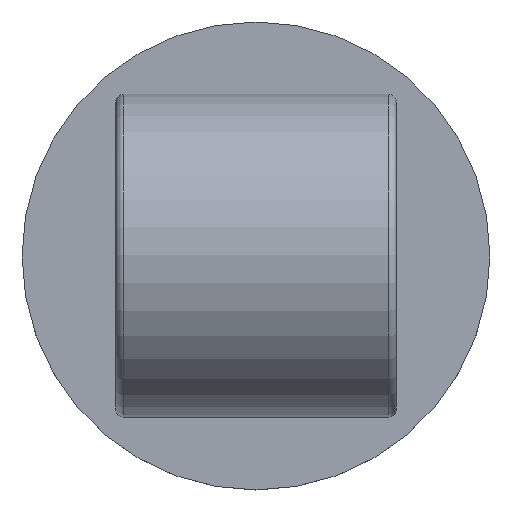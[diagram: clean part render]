
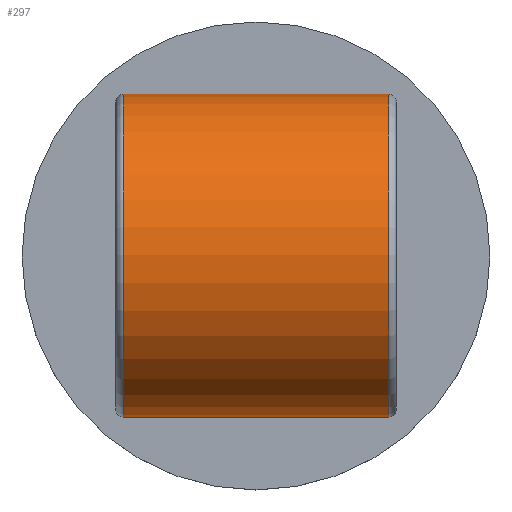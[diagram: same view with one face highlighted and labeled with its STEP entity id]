
A CAD part, top view. The second image highlights one B-rep face of the part: STEP entity #297.
In plain terms, the highlighted cylindrical face has radius 103.462 mm (diameter 206.923 mm), a full revolution.
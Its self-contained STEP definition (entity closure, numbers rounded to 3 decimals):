
#24=FACE_BOUND('',#98,.T.);
#29=B_SPLINE_CURVE_WITH_KNOTS('',3,(#485,#486,#487,#488,#489,#490,#491,
#492,#493,#494,#495,#496,#497,#498,#499,#500),.UNSPECIFIED.,.F.,.F.,(4,
2,2,2,2,2,2,4),(2.871,2.934,2.997,3.141,
3.286,3.58,3.875,4.464),
 .UNSPECIFIED.);
#30=B_SPLINE_CURVE_WITH_KNOTS('',3,(#504,#505,#506,#507,#508,#509,#510,
#511,#512,#513,#514,#515,#516,#517,#518,#519),.UNSPECIFIED.,.F.,.F.,(4,
2,2,2,2,2,2,4),(-1.593,-1.004,-0.709,-0.414,
-0.27,-0.126,-0.063,0.),
 .UNSPECIFIED.);
#31=B_SPLINE_CURVE_WITH_KNOTS('',3,(#523,#524,#525,#526,#527,#528,#529,
#530,#531,#532,#533,#534,#535,#536,#537,#538),.UNSPECIFIED.,.F.,.F.,(4,
2,2,2,2,2,2,4),(0.,0.063,0.126,0.27,
0.414,0.709,1.004,1.593),
 .UNSPECIFIED.);
#32=B_SPLINE_CURVE_WITH_KNOTS('',3,(#541,#542,#543,#544,#545,#546,#547,
#548,#549,#550,#551,#552,#553,#554,#555,#556),.UNSPECIFIED.,.F.,.F.,(4,
2,2,2,2,2,2,4),(1.279,1.868,2.163,2.457,
2.602,2.746,2.809,2.871),
 .UNSPECIFIED.);
#33=LINE('',#477,#51);
#34=LINE('',#483,#52);
#35=LINE('',#521,#53);
#51=VECTOR('',#382,103.462);
#52=VECTOR('',#387,10.);
#53=VECTOR('',#390,10.);
#69=CYLINDRICAL_SURFACE('',#334,103.462);
#78=FACE_OUTER_BOUND('',#97,.T.);
#97=EDGE_LOOP('',(#215,#216,#217,#218,#219,#220));
#98=EDGE_LOOP('',(#221,#222,#223,#224,#225,#226,#227,#228));
#122=CIRCLE('',#332,103.462);
#123=CIRCLE('',#333,103.462);
#124=CIRCLE('',#335,103.462);
#125=CIRCLE('',#336,103.462);
#126=CIRCLE('',#337,103.462);
#127=CIRCLE('',#338,103.462);
#141=VERTEX_POINT('',#470);
#142=VERTEX_POINT('',#472);
#143=VERTEX_POINT('',#476);
#144=VERTEX_POINT('',#478);
#145=VERTEX_POINT('',#481);
#146=VERTEX_POINT('',#482);
#147=VERTEX_POINT('',#484);
#148=VERTEX_POINT('',#501);
#149=VERTEX_POINT('',#503);
#150=VERTEX_POINT('',#520);
#151=VERTEX_POINT('',#522);
#152=VERTEX_POINT('',#539);
#170=EDGE_CURVE('',#141,#142,#122,.T.);
#171=EDGE_CURVE('',#142,#141,#123,.T.);
#172=EDGE_CURVE('',#142,#143,#33,.T.);
#173=EDGE_CURVE('',#144,#143,#124,.T.);
#174=EDGE_CURVE('',#143,#144,#125,.T.);
#175=EDGE_CURVE('',#145,#146,#34,.T.);
#176=EDGE_CURVE('',#147,#146,#29,.F.);
#177=EDGE_CURVE('',#148,#147,#126,.T.);
#178=EDGE_CURVE('',#149,#148,#30,.F.);
#179=EDGE_CURVE('',#149,#150,#35,.T.);
#180=EDGE_CURVE('',#151,#150,#31,.F.);
#181=EDGE_CURVE('',#151,#152,#127,.T.);
#182=EDGE_CURVE('',#145,#152,#32,.F.);
#215=ORIENTED_EDGE('',*,*,#170,.F.);
#216=ORIENTED_EDGE('',*,*,#171,.F.);
#217=ORIENTED_EDGE('',*,*,#172,.T.);
#218=ORIENTED_EDGE('',*,*,#173,.F.);
#219=ORIENTED_EDGE('',*,*,#174,.F.);
#220=ORIENTED_EDGE('',*,*,#172,.F.);
#221=ORIENTED_EDGE('',*,*,#175,.T.);
#222=ORIENTED_EDGE('',*,*,#176,.F.);
#223=ORIENTED_EDGE('',*,*,#177,.F.);
#224=ORIENTED_EDGE('',*,*,#178,.F.);
#225=ORIENTED_EDGE('',*,*,#179,.T.);
#226=ORIENTED_EDGE('',*,*,#180,.F.);
#227=ORIENTED_EDGE('',*,*,#181,.T.);
#228=ORIENTED_EDGE('',*,*,#182,.F.);
#297=ADVANCED_FACE('',(#78,#24),#69,.T.);
#332=AXIS2_PLACEMENT_3D('',#473,#376,#377);
#333=AXIS2_PLACEMENT_3D('',#474,#378,#379);
#334=AXIS2_PLACEMENT_3D('',#475,#380,#381);
#335=AXIS2_PLACEMENT_3D('',#479,#383,#384);
#336=AXIS2_PLACEMENT_3D('',#480,#385,#386);
#337=AXIS2_PLACEMENT_3D('',#502,#388,#389);
#338=AXIS2_PLACEMENT_3D('',#540,#391,#392);
#376=DIRECTION('center_axis',(1.,0.,0.));
#377=DIRECTION('ref_axis',(0.,-0.967,0.257));
#378=DIRECTION('center_axis',(1.,0.,0.));
#379=DIRECTION('ref_axis',(0.,-0.967,0.257));
#380=DIRECTION('center_axis',(1.,0.,0.));
#381=DIRECTION('ref_axis',(0.,-1.,0.));
#382=DIRECTION('',(-1.,0.,0.));
#383=DIRECTION('center_axis',(-1.,0.,0.));
#384=DIRECTION('ref_axis',(0.,-0.967,0.257));
#385=DIRECTION('center_axis',(-1.,0.,0.));
#386=DIRECTION('ref_axis',(0.,-0.967,0.257));
#387=DIRECTION('',(-1.,0.,0.));
#388=DIRECTION('center_axis',(1.,0.,0.));
#389=DIRECTION('ref_axis',(0.,-1.,0.));
#390=DIRECTION('',(1.,0.,0.));
#391=DIRECTION('center_axis',(1.,0.,0.));
#392=DIRECTION('ref_axis',(0.,-1.,0.));
#470=CARTESIAN_POINT('',(85.,0.,350.));
#472=CARTESIAN_POINT('',(85.,103.462,246.538));
#473=CARTESIAN_POINT('Origin',(85.,0.,246.538));
#474=CARTESIAN_POINT('Origin',(85.,0.,246.538));
#475=CARTESIAN_POINT('Origin',(-75.,0.,246.538));
#476=CARTESIAN_POINT('',(-85.,103.462,246.538));
#477=CARTESIAN_POINT('',(-75.,103.462,246.538));
#478=CARTESIAN_POINT('',(-85.,0.,143.077));
#479=CARTESIAN_POINT('Origin',(-85.,0.,246.538));
#480=CARTESIAN_POINT('Origin',(-85.,0.,246.538));
#481=CARTESIAN_POINT('',(70.,100.,220.));
#482=CARTESIAN_POINT('',(-70.,100.,220.));
#483=CARTESIAN_POINT('',(-75.,100.,220.));
#484=CARTESIAN_POINT('',(-75.,95.,205.559));
#485=CARTESIAN_POINT('Ctrl Pts',(-70.,100.,220.));
#486=CARTESIAN_POINT('Ctrl Pts',(-70.209,100.,220.));
#487=CARTESIAN_POINT('Ctrl Pts',(-70.427,99.986,219.946));
#488=CARTESIAN_POINT('Ctrl Pts',(-70.827,99.935,219.757));
#489=CARTESIAN_POINT('Ctrl Pts',(-71.011,99.899,219.623));
#490=CARTESIAN_POINT('Ctrl Pts',(-71.519,99.777,219.173));
#491=CARTESIAN_POINT('Ctrl Pts',(-71.822,99.665,218.766));
#492=CARTESIAN_POINT('Ctrl Pts',(-72.355,99.421,217.902));
#493=CARTESIAN_POINT('Ctrl Pts',(-72.582,99.288,217.444));
#494=CARTESIAN_POINT('Ctrl Pts',(-73.158,98.904,216.156));
#495=CARTESIAN_POINT('Ctrl Pts',(-73.479,98.615,215.228));
#496=CARTESIAN_POINT('Ctrl Pts',(-74.031,97.987,213.314));
#497=CARTESIAN_POINT('Ctrl Pts',(-74.261,97.647,212.328));
#498=CARTESIAN_POINT('Ctrl Pts',(-74.814,96.572,209.356));
#499=CARTESIAN_POINT('Ctrl Pts',(-75.,95.778,207.363));
#500=CARTESIAN_POINT('Ctrl Pts',(-75.,95.,205.559));
#501=CARTESIAN_POINT('',(-75.,-95.,205.559));
#502=CARTESIAN_POINT('Origin',(-75.,0.,246.538));
#503=CARTESIAN_POINT('',(-70.,-100.,220.));
#504=CARTESIAN_POINT('Ctrl Pts',(-75.,-95.,205.559));
#505=CARTESIAN_POINT('Ctrl Pts',(-75.,-95.778,207.363));
#506=CARTESIAN_POINT('Ctrl Pts',(-74.814,-96.572,209.356));
#507=CARTESIAN_POINT('Ctrl Pts',(-74.261,-97.647,212.328));
#508=CARTESIAN_POINT('Ctrl Pts',(-74.031,-97.987,213.314));
#509=CARTESIAN_POINT('Ctrl Pts',(-73.479,-98.615,215.228));
#510=CARTESIAN_POINT('Ctrl Pts',(-73.158,-98.904,216.156));
#511=CARTESIAN_POINT('Ctrl Pts',(-72.582,-99.288,217.444));
#512=CARTESIAN_POINT('Ctrl Pts',(-72.355,-99.421,217.902));
#513=CARTESIAN_POINT('Ctrl Pts',(-71.822,-99.665,218.766));
#514=CARTESIAN_POINT('Ctrl Pts',(-71.519,-99.777,219.173));
#515=CARTESIAN_POINT('Ctrl Pts',(-71.011,-99.899,219.623));
#516=CARTESIAN_POINT('Ctrl Pts',(-70.827,-99.935,219.757));
#517=CARTESIAN_POINT('Ctrl Pts',(-70.427,-99.986,219.946));
#518=CARTESIAN_POINT('Ctrl Pts',(-70.209,-100.,220.));
#519=CARTESIAN_POINT('Ctrl Pts',(-70.,-100.,220.));
#520=CARTESIAN_POINT('',(70.,-100.,220.));
#521=CARTESIAN_POINT('',(-75.,-100.,220.));
#522=CARTESIAN_POINT('',(75.,-95.,205.559));
#523=CARTESIAN_POINT('Ctrl Pts',(70.,-100.,220.));
#524=CARTESIAN_POINT('Ctrl Pts',(70.209,-100.,220.));
#525=CARTESIAN_POINT('Ctrl Pts',(70.427,-99.986,219.946));
#526=CARTESIAN_POINT('Ctrl Pts',(70.827,-99.935,219.757));
#527=CARTESIAN_POINT('Ctrl Pts',(71.011,-99.899,219.623));
#528=CARTESIAN_POINT('Ctrl Pts',(71.519,-99.777,219.173));
#529=CARTESIAN_POINT('Ctrl Pts',(71.822,-99.665,218.766));
#530=CARTESIAN_POINT('Ctrl Pts',(72.355,-99.421,217.902));
#531=CARTESIAN_POINT('Ctrl Pts',(72.582,-99.288,217.444));
#532=CARTESIAN_POINT('Ctrl Pts',(73.158,-98.904,216.156));
#533=CARTESIAN_POINT('Ctrl Pts',(73.479,-98.615,215.228));
#534=CARTESIAN_POINT('Ctrl Pts',(74.031,-97.987,213.314));
#535=CARTESIAN_POINT('Ctrl Pts',(74.261,-97.647,212.328));
#536=CARTESIAN_POINT('Ctrl Pts',(74.814,-96.572,209.356));
#537=CARTESIAN_POINT('Ctrl Pts',(75.,-95.778,207.363));
#538=CARTESIAN_POINT('Ctrl Pts',(75.,-95.,205.559));
#539=CARTESIAN_POINT('',(75.,95.,205.559));
#540=CARTESIAN_POINT('Origin',(75.,0.,246.538));
#541=CARTESIAN_POINT('Ctrl Pts',(75.,95.,205.559));
#542=CARTESIAN_POINT('Ctrl Pts',(75.,95.778,207.363));
#543=CARTESIAN_POINT('Ctrl Pts',(74.814,96.572,209.356));
#544=CARTESIAN_POINT('Ctrl Pts',(74.261,97.647,212.328));
#545=CARTESIAN_POINT('Ctrl Pts',(74.031,97.987,213.314));
#546=CARTESIAN_POINT('Ctrl Pts',(73.479,98.615,215.228));
#547=CARTESIAN_POINT('Ctrl Pts',(73.158,98.904,216.156));
#548=CARTESIAN_POINT('Ctrl Pts',(72.582,99.288,217.444));
#549=CARTESIAN_POINT('Ctrl Pts',(72.355,99.421,217.902));
#550=CARTESIAN_POINT('Ctrl Pts',(71.822,99.665,218.766));
#551=CARTESIAN_POINT('Ctrl Pts',(71.519,99.777,219.173));
#552=CARTESIAN_POINT('Ctrl Pts',(71.011,99.899,219.623));
#553=CARTESIAN_POINT('Ctrl Pts',(70.827,99.935,219.757));
#554=CARTESIAN_POINT('Ctrl Pts',(70.427,99.986,219.946));
#555=CARTESIAN_POINT('Ctrl Pts',(70.209,100.,220.));
#556=CARTESIAN_POINT('Ctrl Pts',(70.,100.,220.));
